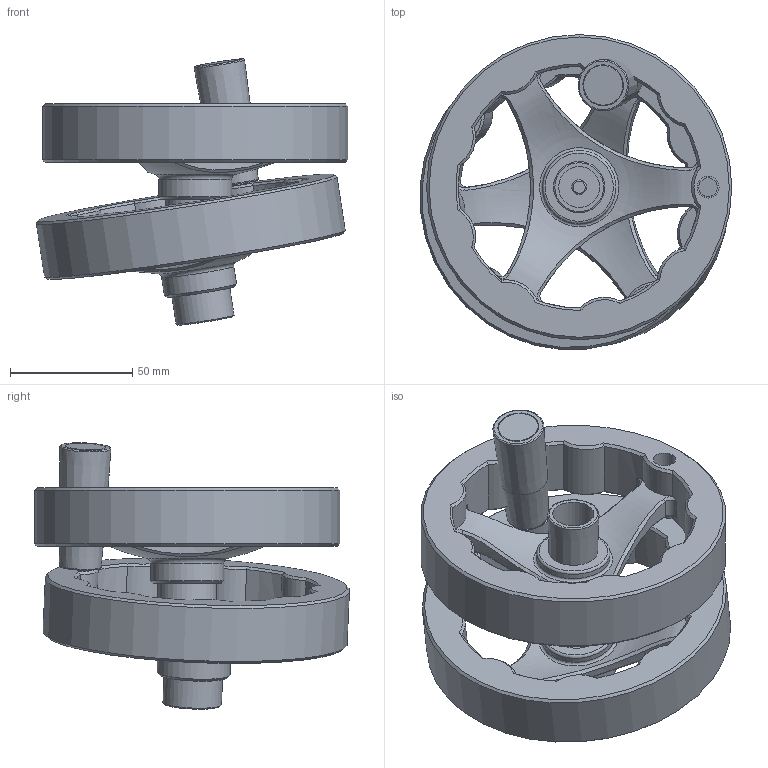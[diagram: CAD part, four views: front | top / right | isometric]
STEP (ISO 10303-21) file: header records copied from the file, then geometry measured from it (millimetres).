
FILE_DESCRIPTION( ( 'Unknown' ), '1' );
FILE_NAME( '6360010_V3RA125_MEP.stp', 'Unknown', ( 'Unknown' ), ( 'Unknown' ), 'XStep 1.0', 'Unknown', ' ' );
FILE_SCHEMA( ( 'CONFIG_CONTROL_DESIGN' ) );
Length unit declared in the file: millimetre
Products named in the file (7): Assem1; 1839400; 8900183; 1833052; 6360010; 1801157; 1831149
Bounding box: 127.63 x 128.91 x 109.13 mm (x, y, z)
Volume: 254547.9 mm3; surface area: 122216.5 mm2
Topology: 12 solids, 12 shells, 406 faces, 986 edges, 614 vertices
Faces by surface type: plane 128, cylinder 120, cone 102, bspline 38, torus 12, revolution 6
Full cylindrical faces by diameter (mm): 4.8 x2, 5 x4, 5.1 x2, 6 x6, 6.556 x2, 7.7 x2, 8 x2, 9 x4, 12.85 x2, 16.7 x2, 16.78 x2, 20 x2, 24 x6, 26 x4, 30 x4, 115 x2, 125 x2
Entity records: 7592 total; most frequent: CARTESIAN_POINT 2868, DIRECTION 920, ORIENTED_EDGE 858, EDGE_CURVE 429, AXIS2_PLACEMENT_3D 394, VERTEX_POINT 293, EDGE_LOOP 269, FACE_OUTER_BOUND 235
